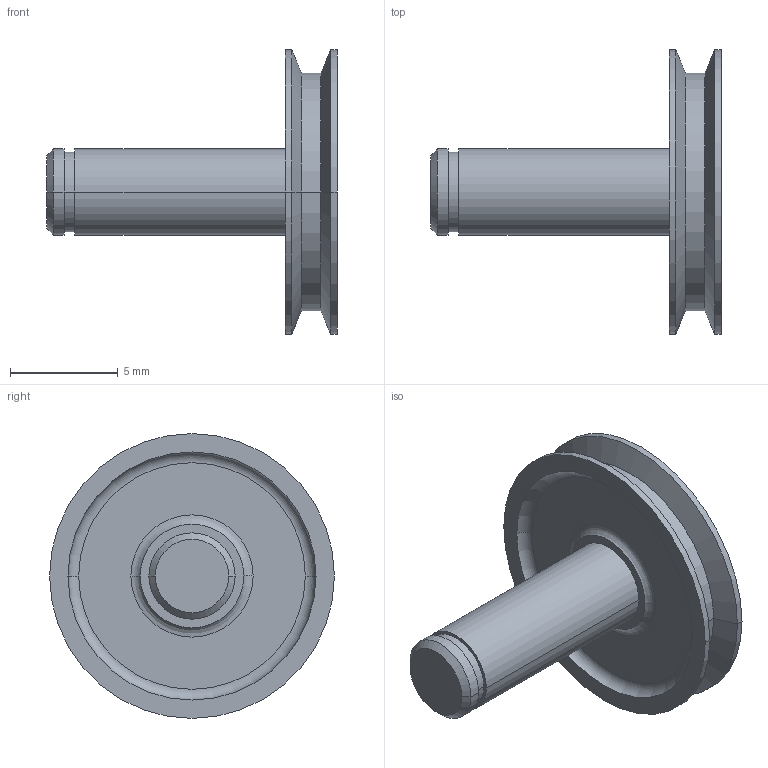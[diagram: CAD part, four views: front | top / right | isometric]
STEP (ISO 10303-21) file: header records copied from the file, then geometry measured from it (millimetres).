
FILE_DESCRIPTION((''),'2;1');
FILE_NAME('RC_IIT_010_P_025','2021-10-19T14:05:30',('silo-mech'),(''),'CREO PARAMETRIC BY PTC INC, 2020454','CREO PARAMETRIC BY PTC INC, 2020454','');
FILE_SCHEMA(('CONFIG_CONTROL_DESIGN'));
Length unit declared in the file: millimetre
Products named in the file (1): RC_IIT_010_P_025
Bounding box: 13.46 x 13.2 x 13.2 mm (x, y, z)
Volume: 342.1 mm3; surface area: 576.2 mm2
Topology: 1 solids, 1 shells, 31 faces, 62 edges, 37 vertices
Faces by surface type: cylinder 12, cone 8, plane 7, torus 4
Entity records: 840 total; most frequent: DIRECTION 162, CARTESIAN_POINT 128, ORIENTED_EDGE 120, AXIS2_PLACEMENT_3D 71, EDGE_CURVE 60, CIRCLE 40, VERTEX_POINT 37, EDGE_LOOP 37
